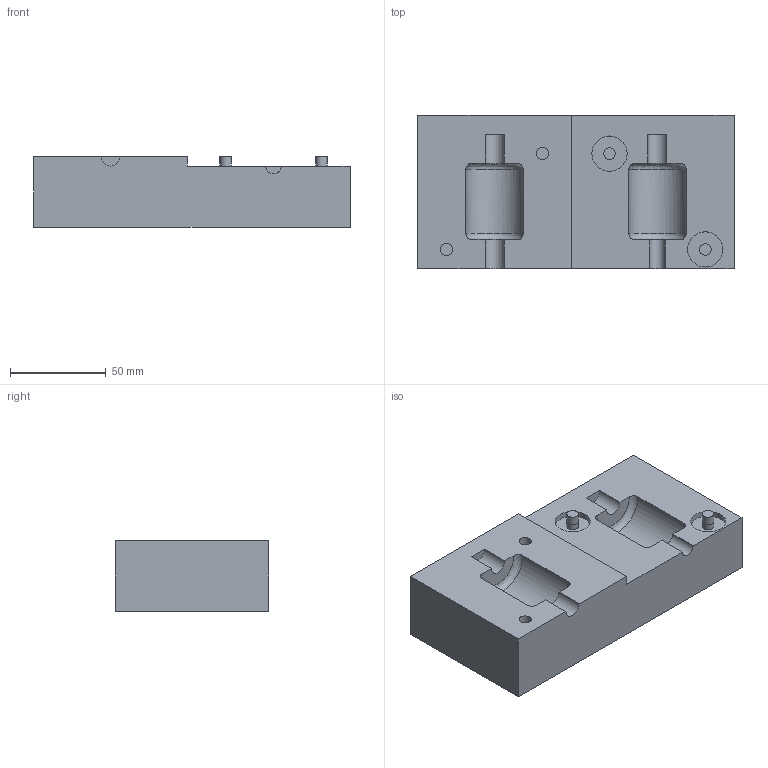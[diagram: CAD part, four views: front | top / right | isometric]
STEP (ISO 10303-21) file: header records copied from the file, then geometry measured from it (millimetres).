
FILE_DESCRIPTION(/* description */ (''),/* implementation_level */ '2;1');
FILE_NAME(/* name */ '93ee62c9-d56a-48f5-a9f3-46241cc78755.stp',/* time_stamp */ '2016-07-06T13:19:49+00:00',/* author */ (''),/* organization */ (''),/* preprocessor_version */ 'ST-DEVELOPER v16.5',/* originating_system */ 'Autodesk Translation Framework v5.1.0.2740',/* authorisation */ '');
FILE_SCHEMA (('AUTOMOTIVE_DESIGN { 1 0 10303 214 3 1 1 }'));
Length unit declared in the file: centimetre
Products named in the file (1): Molding&Casting Ex.f3d v11
Bounding box: 165 x 80 x 37 mm (x, y, z)
Volume: 422963 mm3; surface area: 47429.5 mm2
Topology: 3 solids, 3 shells, 42 faces, 90 edges, 60 vertices
Faces by surface type: plane 24, cylinder 14, bspline 4
Full cylindrical faces by diameter (mm): 6 x4, 6.4 x2, 18.4 x2
Entity records: 1320 total; most frequent: CARTESIAN_POINT 381, DIRECTION 200, ORIENTED_EDGE 164, EDGE_CURVE 82, AXIS2_PLACEMENT_3D 79, VERTEX_POINT 60, EDGE_LOOP 56, FACE_OUTER_BOUND 42
